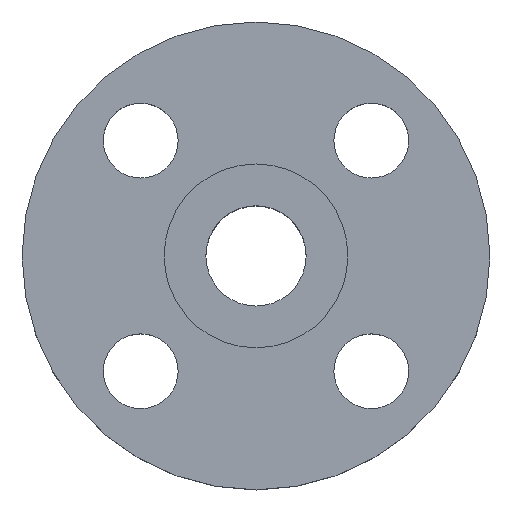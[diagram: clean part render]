
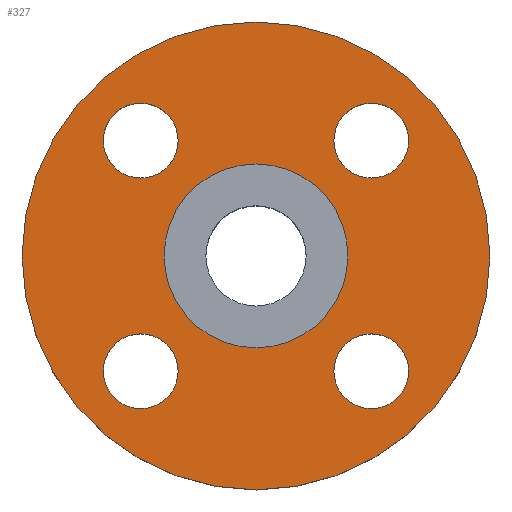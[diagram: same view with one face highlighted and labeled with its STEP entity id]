
A CAD part, top view. The second image highlights one B-rep face of the part: STEP entity #327.
In plain terms, the highlighted planar face has unit normal (0, 0, 1).
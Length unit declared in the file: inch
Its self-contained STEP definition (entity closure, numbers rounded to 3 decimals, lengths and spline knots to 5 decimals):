
#13 = DIRECTION ( 'NONE',  ( 0., 0., 1. ) ) ;
#15 = CIRCLE ( 'NONE', #159, 0.56 ) ;
#31 = VERTEX_POINT ( 'NONE', #361 ) ;
#60 = ORIENTED_EDGE ( 'NONE', *, *, #463, .F. ) ;
#70 = AXIS2_PLACEMENT_3D ( 'NONE', #584, #208, #709 ) ;
#71 = ORIENTED_EDGE ( 'NONE', *, *, #537, .F. ) ;
#73 = DIRECTION ( 'NONE',  ( 0., -1., 0. ) ) ;
#81 = CARTESIAN_POINT ( 'NONE',  ( 1.72534, 1.72534, 0. ) ) ;
#82 = AXIS2_PLACEMENT_3D ( 'NONE', #517, #390, #204 ) ;
#85 = CIRCLE ( 'NONE', #642, 0.56 ) ;
#111 = CIRCLE ( 'NONE', #663, 0.56 ) ;
#114 = EDGE_LOOP ( 'NONE', ( #790, #716 ) ) ;
#124 = DIRECTION ( 'NONE',  ( 0., 0., 1. ) ) ;
#130 = VERTEX_POINT ( 'NONE', #464 ) ;
#132 = CARTESIAN_POINT ( 'NONE',  ( -1.375, 0., 0. ) ) ;
#136 = DIRECTION ( 'NONE',  ( 0., 0., 1. ) ) ;
#137 = CIRCLE ( 'NONE', #534, 0.56 ) ;
#143 = EDGE_LOOP ( 'NONE', ( #498, #328 ) ) ;
#144 = CARTESIAN_POINT ( 'NONE',  ( 0., 0., 0. ) ) ;
#159 = AXIS2_PLACEMENT_3D ( 'NONE', #274, #209, #766 ) ;
#162 = CIRCLE ( 'NONE', #70, 0.56 ) ;
#163 = AXIS2_PLACEMENT_3D ( 'NONE', #423, #539, #660 ) ;
#174 = AXIS2_PLACEMENT_3D ( 'NONE', #236, #124, #369 ) ;
#199 = FACE_BOUND ( 'NONE', #501, .T. ) ;
#201 = CARTESIAN_POINT ( 'NONE',  ( -2.28534, -1.72534, 0. ) ) ;
#202 = EDGE_CURVE ( 'NONE', #708, #386, #137, .T. ) ;
#204 = DIRECTION ( 'NONE',  ( 1., 0., 0. ) ) ;
#206 = AXIS2_PLACEMENT_3D ( 'NONE', #275, #13, #273 ) ;
#208 = DIRECTION ( 'NONE',  ( 0., 0., 1. ) ) ;
#209 = DIRECTION ( 'NONE',  ( 0., 0., 1. ) ) ;
#212 = FACE_BOUND ( 'NONE', #363, .T. ) ;
#216 = AXIS2_PLACEMENT_3D ( 'NONE', #502, #375, #452 ) ;
#230 = EDGE_CURVE ( 'NONE', #235, #392, #269, .T. ) ;
#235 = VERTEX_POINT ( 'NONE', #496 ) ;
#236 = CARTESIAN_POINT ( 'NONE',  ( 0., 0., 0. ) ) ;
#259 = EDGE_LOOP ( 'NONE', ( #343, #437 ) ) ;
#261 = DIRECTION ( 'NONE',  ( 0., 0., 1. ) ) ;
#269 = CIRCLE ( 'NONE', #174, 3.5 ) ;
#273 = DIRECTION ( 'NONE',  ( 1., 0., 0. ) ) ;
#274 = CARTESIAN_POINT ( 'NONE',  ( 1.72534, 1.72534, 0. ) ) ;
#275 = CARTESIAN_POINT ( 'NONE',  ( 0., 0., 0. ) ) ;
#281 = AXIS2_PLACEMENT_3D ( 'NONE', #144, #658, #520 ) ;
#282 = CARTESIAN_POINT ( 'NONE',  ( 1.375, 0., 0. ) ) ;
#326 = CARTESIAN_POINT ( 'NONE',  ( -3.5, 0., 0. ) ) ;
#327 = ADVANCED_FACE ( 'NONE', ( #458, #654, #199, #394, #212, #707 ), #646, .T. ) ;
#328 = ORIENTED_EDGE ( 'NONE', *, *, #808, .F. ) ;
#336 = CIRCLE ( 'NONE', #216, 1.375 ) ;
#341 = DIRECTION ( 'NONE',  ( 0., 0., 1. ) ) ;
#343 = ORIENTED_EDGE ( 'NONE', *, *, #230, .T. ) ;
#347 = EDGE_CURVE ( 'NONE', #31, #130, #15, .T. ) ;
#350 = VERTEX_POINT ( 'NONE', #649 ) ;
#352 = EDGE_CURVE ( 'NONE', #447, #659, #728, .T. ) ;
#358 = ORIENTED_EDGE ( 'NONE', *, *, #377, .F. ) ;
#359 = CIRCLE ( 'NONE', #281, 3.5 ) ;
#361 = CARTESIAN_POINT ( 'NONE',  ( 1.16534, 1.72534, 0. ) ) ;
#363 = EDGE_LOOP ( 'NONE', ( #644, #60 ) ) ;
#369 = DIRECTION ( 'NONE',  ( 1., 0., 0. ) ) ;
#375 = DIRECTION ( 'NONE',  ( 0., 0., 1. ) ) ;
#377 = EDGE_CURVE ( 'NONE', #130, #31, #111, .T. ) ;
#386 = VERTEX_POINT ( 'NONE', #762 ) ;
#388 = EDGE_CURVE ( 'NONE', #659, #447, #391, .T. ) ;
#390 = DIRECTION ( 'NONE',  ( 0., 0., 1. ) ) ;
#391 = CIRCLE ( 'NONE', #705, 0.56 ) ;
#392 = VERTEX_POINT ( 'NONE', #326 ) ;
#394 = FACE_BOUND ( 'NONE', #441, .T. ) ;
#423 = CARTESIAN_POINT ( 'NONE',  ( -1.72534, -1.72534, 0. ) ) ;
#431 = DIRECTION ( 'NONE',  ( 0., 0., 1. ) ) ;
#437 = ORIENTED_EDGE ( 'NONE', *, *, #570, .T. ) ;
#441 = EDGE_LOOP ( 'NONE', ( #358, #721 ) ) ;
#447 = VERTEX_POINT ( 'NONE', #641 ) ;
#452 = DIRECTION ( 'NONE',  ( 1., 0., 0. ) ) ;
#453 = CARTESIAN_POINT ( 'NONE',  ( 1.72534, -1.72534, 0. ) ) ;
#458 = FACE_BOUND ( 'NONE', #114, .T. ) ;
#463 = EDGE_CURVE ( 'NONE', #744, #540, #336, .T. ) ;
#464 = CARTESIAN_POINT ( 'NONE',  ( 2.28534, 1.72534, 0. ) ) ;
#465 = CARTESIAN_POINT ( 'NONE',  ( 1.72534, -2.28534, 0. ) ) ;
#496 = CARTESIAN_POINT ( 'NONE',  ( 3.5, 0., 0. ) ) ;
#498 = ORIENTED_EDGE ( 'NONE', *, *, #202, .F. ) ;
#501 = EDGE_LOOP ( 'NONE', ( #71, #807 ) ) ;
#502 = CARTESIAN_POINT ( 'NONE',  ( 0., 0., 0. ) ) ;
#508 = CARTESIAN_POINT ( 'NONE',  ( -1.72534, 1.72534, 0. ) ) ;
#510 = DIRECTION ( 'NONE',  ( -1., 0., 0. ) ) ;
#514 = DIRECTION ( 'NONE',  ( 1., 0., 0. ) ) ;
#517 = CARTESIAN_POINT ( 'NONE',  ( 0., 0., 0. ) ) ;
#520 = DIRECTION ( 'NONE',  ( 1., 0., 0. ) ) ;
#525 = CIRCLE ( 'NONE', #163, 0.56 ) ;
#534 = AXIS2_PLACEMENT_3D ( 'NONE', #615, #431, #510 ) ;
#537 = EDGE_CURVE ( 'NONE', #350, #592, #85, .T. ) ;
#539 = DIRECTION ( 'NONE',  ( 0., 0., 1. ) ) ;
#540 = VERTEX_POINT ( 'NONE', #132 ) ;
#550 = CIRCLE ( 'NONE', #206, 1.375 ) ;
#570 = EDGE_CURVE ( 'NONE', #392, #235, #359, .T. ) ;
#579 = EDGE_CURVE ( 'NONE', #592, #350, #162, .T. ) ;
#584 = CARTESIAN_POINT ( 'NONE',  ( -1.72534, 1.72534, 0. ) ) ;
#592 = VERTEX_POINT ( 'NONE', #780 ) ;
#615 = CARTESIAN_POINT ( 'NONE',  ( -1.72534, -1.72534, 0. ) ) ;
#632 = EDGE_CURVE ( 'NONE', #540, #744, #550, .T. ) ;
#641 = CARTESIAN_POINT ( 'NONE',  ( 1.72534, -1.16534, 0. ) ) ;
#642 = AXIS2_PLACEMENT_3D ( 'NONE', #508, #684, #758 ) ;
#644 = ORIENTED_EDGE ( 'NONE', *, *, #632, .F. ) ;
#646 = PLANE ( 'NONE',  #82 ) ;
#649 = CARTESIAN_POINT ( 'NONE',  ( -1.72534, 2.28534, 0. ) ) ;
#654 = FACE_BOUND ( 'NONE', #143, .T. ) ;
#658 = DIRECTION ( 'NONE',  ( 0., 0., 1. ) ) ;
#659 = VERTEX_POINT ( 'NONE', #465 ) ;
#660 = DIRECTION ( 'NONE',  ( -1., 0., 0. ) ) ;
#663 = AXIS2_PLACEMENT_3D ( 'NONE', #81, #261, #514 ) ;
#684 = DIRECTION ( 'NONE',  ( 0., 0., 1. ) ) ;
#701 = CARTESIAN_POINT ( 'NONE',  ( 1.72534, -1.72534, 0. ) ) ;
#705 = AXIS2_PLACEMENT_3D ( 'NONE', #701, #136, #73 ) ;
#707 = FACE_OUTER_BOUND ( 'NONE', #259, .T. ) ;
#708 = VERTEX_POINT ( 'NONE', #201 ) ;
#709 = DIRECTION ( 'NONE',  ( 0., 1., 0. ) ) ;
#716 = ORIENTED_EDGE ( 'NONE', *, *, #352, .F. ) ;
#717 = AXIS2_PLACEMENT_3D ( 'NONE', #453, #341, #775 ) ;
#721 = ORIENTED_EDGE ( 'NONE', *, *, #347, .F. ) ;
#728 = CIRCLE ( 'NONE', #717, 0.56 ) ;
#744 = VERTEX_POINT ( 'NONE', #282 ) ;
#758 = DIRECTION ( 'NONE',  ( 0., 1., 0. ) ) ;
#762 = CARTESIAN_POINT ( 'NONE',  ( -1.16534, -1.72534, 0. ) ) ;
#766 = DIRECTION ( 'NONE',  ( 1., 0., 0. ) ) ;
#775 = DIRECTION ( 'NONE',  ( 0., -1., 0. ) ) ;
#780 = CARTESIAN_POINT ( 'NONE',  ( -1.72534, 1.16534, 0. ) ) ;
#790 = ORIENTED_EDGE ( 'NONE', *, *, #388, .F. ) ;
#807 = ORIENTED_EDGE ( 'NONE', *, *, #579, .F. ) ;
#808 = EDGE_CURVE ( 'NONE', #386, #708, #525, .T. ) ;
